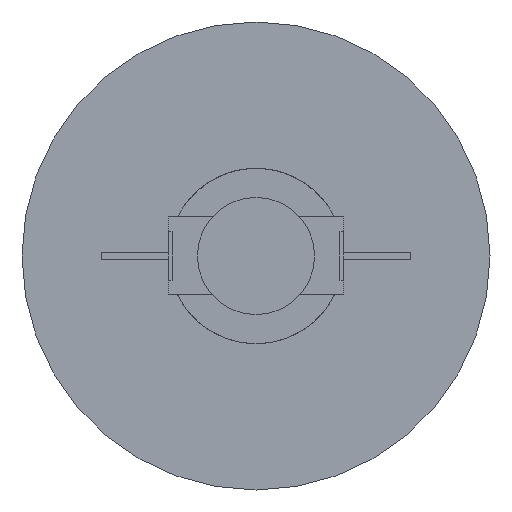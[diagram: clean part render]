
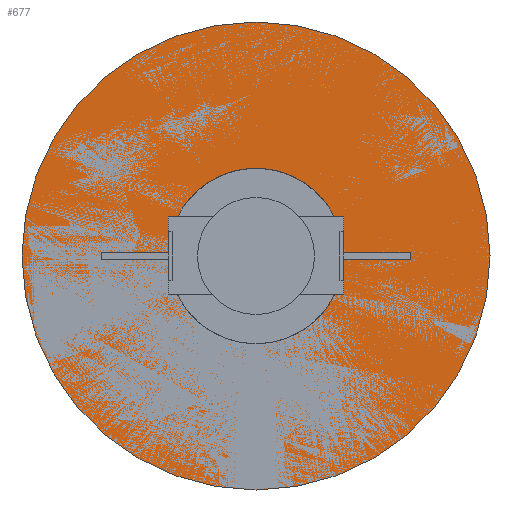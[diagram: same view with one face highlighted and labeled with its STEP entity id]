
A CAD part, left-side view. The second image highlights one B-rep face of the part: STEP entity #677.
In plain terms, the highlighted planar face has unit normal (-1, 0, 0).
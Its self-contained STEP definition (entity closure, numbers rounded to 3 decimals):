
#599 = CYLINDRICAL_SURFACE('',#600,1200.);
#600 = AXIS2_PLACEMENT_3D('',#601,#602,#603);
#601 = CARTESIAN_POINT('',(1200.,0.,0.));
#602 = DIRECTION('',(1.,0.,0.));
#603 = DIRECTION('',(0.,0.,-1.));
#624 = VERTEX_POINT('',#625);
#625 = CARTESIAN_POINT('',(1200.,0.,-1200.));
#646 = EDGE_CURVE('',#624,#624,#647,.T.);
#647 = SURFACE_CURVE('',#648,(#653,#660),.PCURVE_S1.);
#648 = CIRCLE('',#649,1200.);
#649 = AXIS2_PLACEMENT_3D('',#650,#651,#652);
#650 = CARTESIAN_POINT('',(1200.,0.,0.));
#651 = DIRECTION('',(1.,-0.,0.));
#652 = DIRECTION('',(0.,0.,-1.));
#653 = PCURVE('',#599,#654);
#654 = DEFINITIONAL_REPRESENTATION('',(#655),#659);
#655 = LINE('',#656,#657);
#656 = CARTESIAN_POINT('',(0.,0.));
#657 = VECTOR('',#658,1.);
#658 = DIRECTION('',(1.,0.));
#659 = ( GEOMETRIC_REPRESENTATION_CONTEXT(2) 
PARAMETRIC_REPRESENTATION_CONTEXT() REPRESENTATION_CONTEXT('2D SPACE',''
  ) );
#660 = PCURVE('',#661,#666);
#661 = PLANE('',#662);
#662 = AXIS2_PLACEMENT_3D('',#663,#664,#665);
#663 = CARTESIAN_POINT('',(1200.,0.,0.));
#664 = DIRECTION('',(1.,0.,0.));
#665 = DIRECTION('',(0.,0.,-1.));
#666 = DEFINITIONAL_REPRESENTATION('',(#667),#671);
#667 = CIRCLE('',#668,1200.);
#668 = AXIS2_PLACEMENT_2D('',#669,#670);
#669 = CARTESIAN_POINT('',(0.,0.));
#670 = DIRECTION('',(1.,0.));
#671 = ( GEOMETRIC_REPRESENTATION_CONTEXT(2) 
PARAMETRIC_REPRESENTATION_CONTEXT() REPRESENTATION_CONTEXT('2D SPACE',''
  ) );
#677 = ADVANCED_FACE('',(#678),#661,.F.);
#678 = FACE_BOUND('',#679,.T.);
#679 = EDGE_LOOP('',(#680));
#680 = ORIENTED_EDGE('',*,*,#646,.F.);
